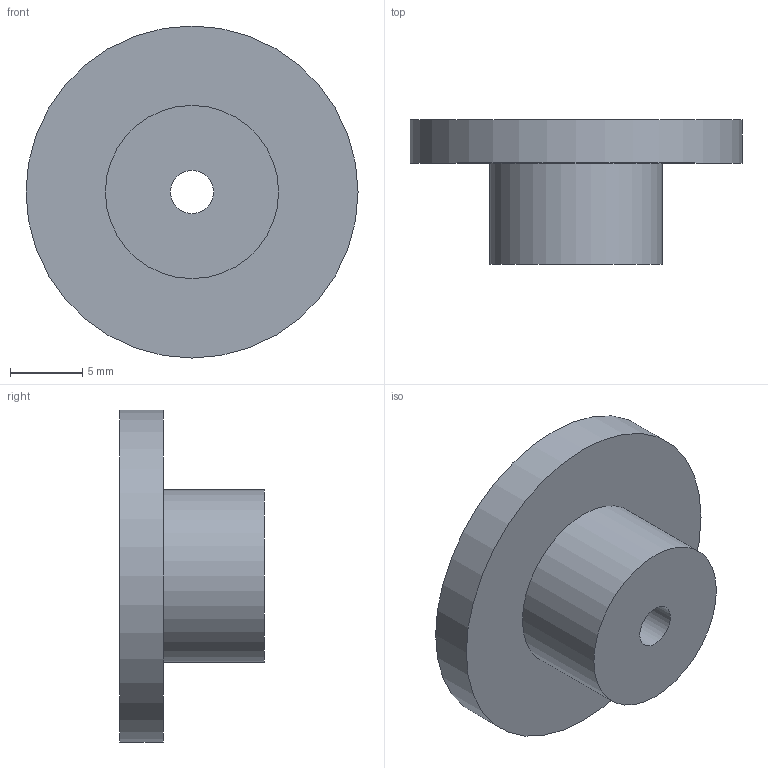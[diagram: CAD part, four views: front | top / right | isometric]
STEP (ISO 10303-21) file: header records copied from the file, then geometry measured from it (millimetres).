
FILE_DESCRIPTION(/* description */ (''),/* implementation_level */ '2;1');
FILE_NAME(/* name */ 'крышка для втулки.stp',/* time_stamp */ '2023-04-10T16:20:29+08:00',/* author */ ('deryu'),/* organization */ (''),/* preprocessor_version */ 'ST-DEVELOPER v19',/* originating_system */ 'Autodesk Inventor 2023',/* authorisation */ '');
FILE_SCHEMA (('AUTOMOTIVE_DESIGN { 1 0 10303 214 3 1 1 }'));
Length unit declared in the file: millimetre
Products named in the file (1): крышка для втулки
Bounding box: 23 x 10 x 23 mm (x, y, z)
Volume: 1719.6 mm3; surface area: 1487.7 mm2
Topology: 1 solids, 1 shells, 18 faces, 39 edges, 26 vertices
Faces by surface type: cylinder 10, plane 8
Full cylindrical faces by diameter (mm): 3 x1, 12 x1, 23 x1
Entity records: 550 total; most frequent: DIRECTION 97, CARTESIAN_POINT 84, ORIENTED_EDGE 78, EDGE_CURVE 39, AXIS2_PLACEMENT_3D 39, VERTEX_POINT 26, EDGE_LOOP 23, CIRCLE 20
